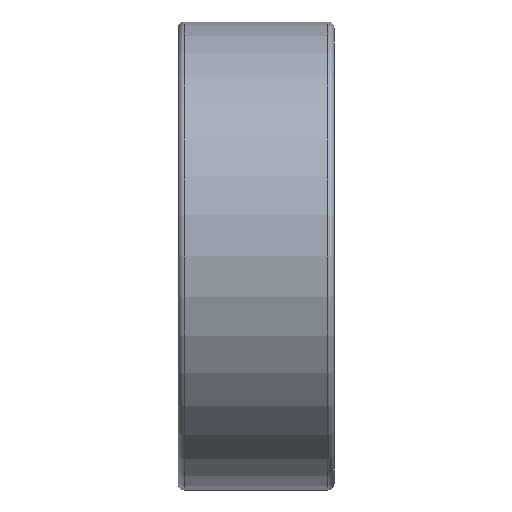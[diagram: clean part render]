
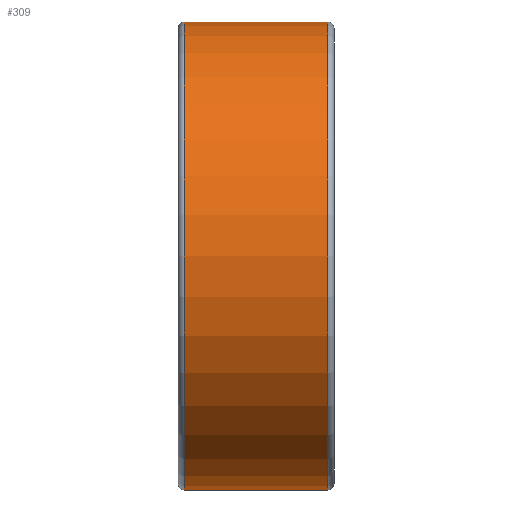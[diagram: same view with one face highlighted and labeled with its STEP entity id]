
A CAD part, front view. The second image highlights one B-rep face of the part: STEP entity #309.
In plain terms, the highlighted cylindrical face has radius 7.5 mm (diameter 15 mm), a full revolution.
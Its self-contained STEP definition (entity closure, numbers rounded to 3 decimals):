
#309 = ADVANCED_FACE( '', ( #536, #537 ), #538, .T. );
#536 = FACE_OUTER_BOUND( '', #733, .T. );
#537 = FACE_OUTER_BOUND( '', #734, .T. );
#538 = CYLINDRICAL_SURFACE( '', #735, 7.5 );
#733 = EDGE_LOOP( '', ( #970 ) );
#734 = EDGE_LOOP( '', ( #971 ) );
#735 = AXIS2_PLACEMENT_3D( '', #972, #973, #974 );
#970 = ORIENTED_EDGE( '', *, *, #1138, .T. );
#971 = ORIENTED_EDGE( '', *, *, #1142, .F. );
#972 = CARTESIAN_POINT( '', ( 50., 0., 0. ) );
#973 = DIRECTION( '', ( -1., 0., 0. ) );
#974 = DIRECTION( '', ( 0., 0., -1. ) );
#1138 = EDGE_CURVE( '', #1261, #1261, #1262, .T. );
#1142 = EDGE_CURVE( '', #1267, #1267, #1268, .T. );
#1261 = VERTEX_POINT( '', #1394 );
#1262 = CIRCLE( '', #1395, 7.5 );
#1267 = VERTEX_POINT( '', #1400 );
#1268 = CIRCLE( '', #1401, 7.5 );
#1394 = CARTESIAN_POINT( '', ( 0.2, 0., -7.5 ) );
#1395 = AXIS2_PLACEMENT_3D( '', #1537, #1538, #1539 );
#1400 = CARTESIAN_POINT( '', ( 4.8, 0., -7.5 ) );
#1401 = AXIS2_PLACEMENT_3D( '', #1543, #1544, #1545 );
#1537 = CARTESIAN_POINT( '', ( 0.2, 0., 0. ) );
#1538 = DIRECTION( '', ( 1., 0., 0. ) );
#1539 = DIRECTION( '', ( 0., 0., -1. ) );
#1543 = CARTESIAN_POINT( '', ( 4.8, 0., 0. ) );
#1544 = DIRECTION( '', ( 1., 0., 0. ) );
#1545 = DIRECTION( '', ( 0., 0., -1. ) );
